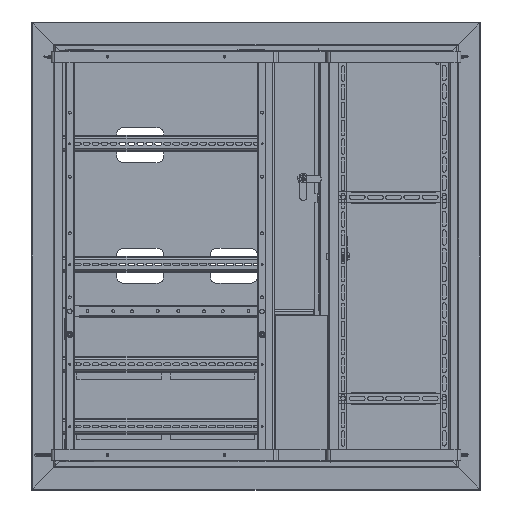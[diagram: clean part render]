
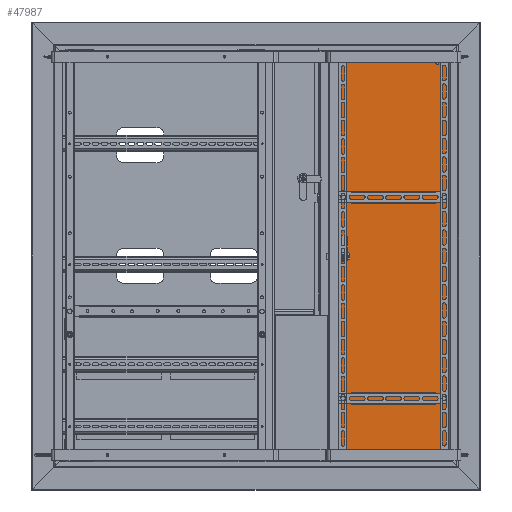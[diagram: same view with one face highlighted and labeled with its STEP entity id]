
A CAD part, left-side view. The second image highlights one B-rep face of the part: STEP entity #47987.
In plain terms, the highlighted face is planar.
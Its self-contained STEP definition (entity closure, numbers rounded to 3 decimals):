
#636 = VERTEX_POINT ( 'NONE', #7872 ) ;
#798 = CARTESIAN_POINT ( 'NONE',  ( -113., 451.149, -1. ) ) ;
#1364 = ORIENTED_EDGE ( 'NONE', *, *, #55519, .T. ) ;
#2511 = DIRECTION ( 'NONE',  ( 1., 0., 0. ) ) ;
#2916 = LINE ( 'NONE', #13036, #33210 ) ;
#3678 = DIRECTION ( 'NONE',  ( 0., 0., -1. ) ) ;
#4504 = ORIENTED_EDGE ( 'NONE', *, *, #10814, .T. ) ;
#4983 = VECTOR ( 'NONE', #63333, 1000. ) ;
#5542 = AXIS2_PLACEMENT_3D ( 'NONE', #48013, #32094, #53098 ) ;
#6071 = DIRECTION ( 'NONE',  ( 0., 0., 1. ) ) ;
#6108 = CARTESIAN_POINT ( 'NONE',  ( -113., 443.851, -1. ) ) ;
#6308 = CARTESIAN_POINT ( 'NONE',  ( 95., 35., -1. ) ) ;
#7872 = CARTESIAN_POINT ( 'NONE',  ( -96., 443.851, -1. ) ) ;
#8003 = VECTOR ( 'NONE', #55841, 1000. ) ;
#8285 = VERTEX_POINT ( 'NONE', #29335 ) ;
#9181 = LINE ( 'NONE', #35155, #8003 ) ;
#9659 = CARTESIAN_POINT ( 'NONE',  ( 132.2, 2.3, -1. ) ) ;
#10814 = EDGE_CURVE ( 'NONE', #43917, #636, #30237, .T. ) ;
#11403 = EDGE_CURVE ( 'NONE', #63217, #11711, #56231, .T. ) ;
#11711 = VERTEX_POINT ( 'NONE', #12410 ) ;
#12410 = CARTESIAN_POINT ( 'NONE',  ( 94., 35., -1. ) ) ;
#12575 = LINE ( 'NONE', #33163, #64720 ) ;
#13036 = CARTESIAN_POINT ( 'NONE',  ( -132.2, 2.3, -1. ) ) ;
#14126 = CARTESIAN_POINT ( 'NONE',  ( -132.2, 892.7, -1. ) ) ;
#16337 = VECTOR ( 'NONE', #60735, 1000. ) ;
#16904 = DIRECTION ( 'NONE',  ( -1., 0., 0. ) ) ;
#17351 = AXIS2_PLACEMENT_3D ( 'NONE', #50012, #3678, #44939 ) ;
#18389 = CARTESIAN_POINT ( 'NONE',  ( -104.5, 447.5, -1. ) ) ;
#20747 = DIRECTION ( 'NONE',  ( 0., 0., -1. ) ) ;
#22167 = AXIS2_PLACEMENT_3D ( 'NONE', #56976, #20747, #25482 ) ;
#22633 = VERTEX_POINT ( 'NONE', #65868 ) ;
#22701 = ORIENTED_EDGE ( 'NONE', *, *, #27147, .F. ) ;
#22727 = VERTEX_POINT ( 'NONE', #14126 ) ;
#24454 = ORIENTED_EDGE ( 'NONE', *, *, #50806, .F. ) ;
#25482 = DIRECTION ( 'NONE',  ( -1., 0., 0. ) ) ;
#25815 = ORIENTED_EDGE ( 'NONE', *, *, #62206, .F. ) ;
#26106 = EDGE_LOOP ( 'NONE', ( #22701, #43484, #32345, #24454 ) ) ;
#26989 = LINE ( 'NONE', #47654, #43876 ) ;
#27147 = EDGE_CURVE ( 'NONE', #46622, #52715, #62089, .T. ) ;
#28155 = CIRCLE ( 'NONE', #5542, 9.25 ) ;
#29335 = CARTESIAN_POINT ( 'NONE',  ( -113., 451.149, -1. ) ) ;
#29590 = ORIENTED_EDGE ( 'NONE', *, *, #11403, .F. ) ;
#30237 = CIRCLE ( 'NONE', #63749, 9.25 ) ;
#32094 = DIRECTION ( 'NONE',  ( 0., 0., 1. ) ) ;
#32345 = ORIENTED_EDGE ( 'NONE', *, *, #45924, .F. ) ;
#32374 = DIRECTION ( 'NONE',  ( 1., 0., 0. ) ) ;
#33163 = CARTESIAN_POINT ( 'NONE',  ( -96., 451.149, -1. ) ) ;
#33210 = VECTOR ( 'NONE', #49586, 1000. ) ;
#34005 = CIRCLE ( 'NONE', #22167, 0.5 ) ;
#34489 = EDGE_CURVE ( 'NONE', #54788, #46622, #2916, .T. ) ;
#35155 = CARTESIAN_POINT ( 'NONE',  ( -132.2, 895., -1. ) ) ;
#36645 = EDGE_CURVE ( 'NONE', #636, #22633, #12575, .T. ) ;
#37588 = LINE ( 'NONE', #798, #4983 ) ;
#42033 = EDGE_CURVE ( 'NONE', #8285, #43917, #37588, .T. ) ;
#42545 = FACE_BOUND ( 'NONE', #51390, .T. ) ;
#43484 = ORIENTED_EDGE ( 'NONE', *, *, #34489, .F. ) ;
#43530 = FACE_BOUND ( 'NONE', #45917, .T. ) ;
#43876 = VECTOR ( 'NONE', #16904, 1000. ) ;
#43917 = VERTEX_POINT ( 'NONE', #6108 ) ;
#44939 = DIRECTION ( 'NONE',  ( -1., 0., 0. ) ) ;
#45917 = EDGE_LOOP ( 'NONE', ( #53881, #4504, #63095, #1364 ) ) ;
#45924 = EDGE_CURVE ( 'NONE', #22727, #54788, #9181, .T. ) ;
#46622 = VERTEX_POINT ( 'NONE', #63169 ) ;
#47582 = CARTESIAN_POINT ( 'NONE',  ( 132.2, 892.7, -1. ) ) ;
#47654 = CARTESIAN_POINT ( 'NONE',  ( 134.5, 892.7, -1. ) ) ;
#47987 = ADVANCED_FACE ( 'NONE', ( #42545, #43530, #52413 ), #48634, .F. ) ;
#48013 = CARTESIAN_POINT ( 'NONE',  ( -104.5, 447.5, -1. ) ) ;
#48579 = CARTESIAN_POINT ( 'NONE',  ( -132.2, 2.3, -1. ) ) ;
#48634 = PLANE ( 'NONE',  #55495 ) ;
#48831 = DIRECTION ( 'NONE',  ( 0., 0., 1. ) ) ;
#49586 = DIRECTION ( 'NONE',  ( 1., 0., 0. ) ) ;
#50012 = CARTESIAN_POINT ( 'NONE',  ( 94.5, 35., -1. ) ) ;
#50806 = EDGE_CURVE ( 'NONE', #52715, #22727, #26989, .T. ) ;
#51390 = EDGE_LOOP ( 'NONE', ( #25815, #29590 ) ) ;
#52413 = FACE_OUTER_BOUND ( 'NONE', #26106, .T. ) ;
#52715 = VERTEX_POINT ( 'NONE', #47582 ) ;
#53098 = DIRECTION ( 'NONE',  ( 1., 0., 0. ) ) ;
#53881 = ORIENTED_EDGE ( 'NONE', *, *, #42033, .T. ) ;
#54788 = VERTEX_POINT ( 'NONE', #48579 ) ;
#55495 = AXIS2_PLACEMENT_3D ( 'NONE', #58797, #6071, #32374 ) ;
#55519 = EDGE_CURVE ( 'NONE', #22633, #8285, #28155, .T. ) ;
#55841 = DIRECTION ( 'NONE',  ( 0., -1., 0. ) ) ;
#56231 = CIRCLE ( 'NONE', #17351, 0.5 ) ;
#56861 = DIRECTION ( 'NONE',  ( 0., 1., 0. ) ) ;
#56976 = CARTESIAN_POINT ( 'NONE',  ( 94.5, 35., -1. ) ) ;
#58797 = CARTESIAN_POINT ( 'NONE',  ( 0., 0., -1. ) ) ;
#60735 = DIRECTION ( 'NONE',  ( 0., 1., 0. ) ) ;
#62089 = LINE ( 'NONE', #9659, #16337 ) ;
#62206 = EDGE_CURVE ( 'NONE', #11711, #63217, #34005, .T. ) ;
#63095 = ORIENTED_EDGE ( 'NONE', *, *, #36645, .T. ) ;
#63169 = CARTESIAN_POINT ( 'NONE',  ( 132.2, 2.3, -1. ) ) ;
#63217 = VERTEX_POINT ( 'NONE', #6308 ) ;
#63333 = DIRECTION ( 'NONE',  ( 0., -1., 0. ) ) ;
#63749 = AXIS2_PLACEMENT_3D ( 'NONE', #18389, #48831, #2511 ) ;
#64720 = VECTOR ( 'NONE', #56861, 1000. ) ;
#65868 = CARTESIAN_POINT ( 'NONE',  ( -96., 451.149, -1. ) ) ;
